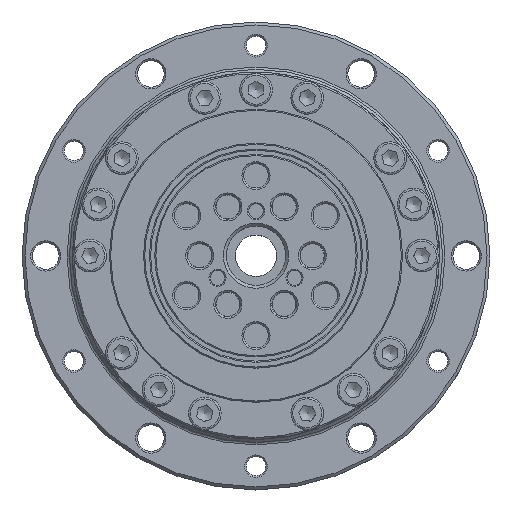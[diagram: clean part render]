
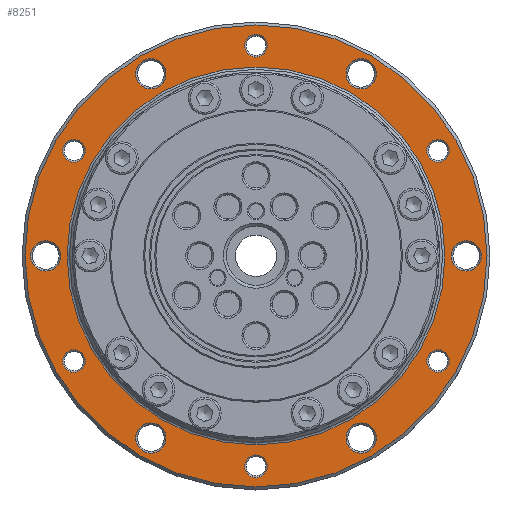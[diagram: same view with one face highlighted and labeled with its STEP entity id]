
A CAD part, top view. The second image highlights one B-rep face of the part: STEP entity #8251.
In plain terms, the highlighted planar face has unit normal (0, 0, 1).
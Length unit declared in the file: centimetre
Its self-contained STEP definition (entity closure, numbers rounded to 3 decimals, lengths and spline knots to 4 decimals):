
#2161=FACE_BOUND($,#2872,.T.);
#2162=FACE_BOUND($,#2873,.T.);
#2163=FACE_BOUND($,#2874,.T.);
#2164=FACE_BOUND($,#2875,.T.);
#2165=FACE_BOUND($,#2876,.T.);
#2166=FACE_BOUND($,#2877,.T.);
#2167=FACE_BOUND($,#2878,.T.);
#2168=FACE_BOUND($,#2879,.T.);
#2169=FACE_BOUND($,#2880,.T.);
#2170=FACE_BOUND($,#2881,.T.);
#2171=FACE_BOUND($,#2882,.T.);
#2172=FACE_BOUND($,#2883,.T.);
#2173=FACE_BOUND($,#2884,.T.);
#2174=FACE_BOUND($,#2885,.T.);
#2872=EDGE_LOOP($,(#7188));
#2873=EDGE_LOOP($,(#7189));
#2874=EDGE_LOOP($,(#7190));
#2875=EDGE_LOOP($,(#7191));
#2876=EDGE_LOOP($,(#7192));
#2877=EDGE_LOOP($,(#7193));
#2878=EDGE_LOOP($,(#7194));
#2879=EDGE_LOOP($,(#7195));
#2880=EDGE_LOOP($,(#7196));
#2881=EDGE_LOOP($,(#7197));
#2882=EDGE_LOOP($,(#7198));
#2883=EDGE_LOOP($,(#7199));
#2884=EDGE_LOOP($,(#7200));
#2885=EDGE_LOOP($,(#7201));
#3598=CIRCLE($,#9312,3.19);
#3610=CIRCLE($,#9334,0.255);
#3614=CIRCLE($,#9341,0.1921);
#3636=CIRCLE($,#9375,0.255);
#3638=CIRCLE($,#9379,0.1921);
#3640=CIRCLE($,#9383,0.255);
#3642=CIRCLE($,#9387,0.1921);
#3644=CIRCLE($,#9391,0.255);
#3646=CIRCLE($,#9395,0.1921);
#3648=CIRCLE($,#9399,0.255);
#3650=CIRCLE($,#9403,0.1921);
#3652=CIRCLE($,#9407,0.255);
#3654=CIRCLE($,#9411,0.1921);
#3655=CIRCLE($,#9413,3.9);
#4224=VERTEX_POINT($,#14474);
#4236=VERTEX_POINT($,#14508);
#4240=VERTEX_POINT($,#14519);
#4262=VERTEX_POINT($,#14575);
#4264=VERTEX_POINT($,#14581);
#4266=VERTEX_POINT($,#14587);
#4268=VERTEX_POINT($,#14593);
#4270=VERTEX_POINT($,#14599);
#4272=VERTEX_POINT($,#14605);
#4274=VERTEX_POINT($,#14611);
#4276=VERTEX_POINT($,#14617);
#4278=VERTEX_POINT($,#14623);
#4280=VERTEX_POINT($,#14629);
#4281=VERTEX_POINT($,#14632);
#5202=EDGE_CURVE($,#4224,#4224,#3598,.T.);
#5214=EDGE_CURVE($,#4236,#4236,#3610,.T.);
#5218=EDGE_CURVE($,#4240,#4240,#3614,.T.);
#5240=EDGE_CURVE($,#4262,#4262,#3636,.T.);
#5242=EDGE_CURVE($,#4264,#4264,#3638,.T.);
#5244=EDGE_CURVE($,#4266,#4266,#3640,.T.);
#5246=EDGE_CURVE($,#4268,#4268,#3642,.T.);
#5248=EDGE_CURVE($,#4270,#4270,#3644,.T.);
#5250=EDGE_CURVE($,#4272,#4272,#3646,.T.);
#5252=EDGE_CURVE($,#4274,#4274,#3648,.T.);
#5254=EDGE_CURVE($,#4276,#4276,#3650,.T.);
#5256=EDGE_CURVE($,#4278,#4278,#3652,.T.);
#5258=EDGE_CURVE($,#4280,#4280,#3654,.T.);
#5259=EDGE_CURVE($,#4281,#4281,#3655,.T.);
#7188=ORIENTED_EDGE($,*,*,#5258,.F.);
#7189=ORIENTED_EDGE($,*,*,#5254,.F.);
#7190=ORIENTED_EDGE($,*,*,#5250,.F.);
#7191=ORIENTED_EDGE($,*,*,#5246,.F.);
#7192=ORIENTED_EDGE($,*,*,#5242,.F.);
#7193=ORIENTED_EDGE($,*,*,#5218,.F.);
#7194=ORIENTED_EDGE($,*,*,#5202,.F.);
#7195=ORIENTED_EDGE($,*,*,#5214,.F.);
#7196=ORIENTED_EDGE($,*,*,#5240,.F.);
#7197=ORIENTED_EDGE($,*,*,#5244,.F.);
#7198=ORIENTED_EDGE($,*,*,#5248,.F.);
#7199=ORIENTED_EDGE($,*,*,#5252,.F.);
#7200=ORIENTED_EDGE($,*,*,#5256,.F.);
#7201=ORIENTED_EDGE($,*,*,#5259,.F.);
#7737=PLANE($,#9412);
#8251=ADVANCED_FACE($,(#2161,#2162,#2163,#2164,#2165,#2166,#2167,#2168,
#2169,#2170,#2171,#2172,#2173,#2174),#7737,.T.);
#9312=AXIS2_PLACEMENT_3D($,#14475,#11653,#11654);
#9334=AXIS2_PLACEMENT_3D($,#14509,#11697,#11698);
#9341=AXIS2_PLACEMENT_3D($,#14520,#11711,#11712);
#9375=AXIS2_PLACEMENT_3D($,#14576,#11779,#11780);
#9379=AXIS2_PLACEMENT_3D($,#14582,#11787,#11788);
#9383=AXIS2_PLACEMENT_3D($,#14588,#11795,#11796);
#9387=AXIS2_PLACEMENT_3D($,#14594,#11803,#11804);
#9391=AXIS2_PLACEMENT_3D($,#14600,#11811,#11812);
#9395=AXIS2_PLACEMENT_3D($,#14606,#11819,#11820);
#9399=AXIS2_PLACEMENT_3D($,#14612,#11827,#11828);
#9403=AXIS2_PLACEMENT_3D($,#14618,#11835,#11836);
#9407=AXIS2_PLACEMENT_3D($,#14624,#11843,#11844);
#9411=AXIS2_PLACEMENT_3D($,#14630,#11851,#11852);
#9412=AXIS2_PLACEMENT_3D($,#14631,#11853,#11854);
#9413=AXIS2_PLACEMENT_3D($,#14633,#11855,#11856);
#11653=DIRECTION('center_axis',(0.,0.,
1.));
#11654=DIRECTION('ref_axis',(0.,1.,0.));
#11697=DIRECTION('center_axis',(0.,0.,
1.));
#11698=DIRECTION('ref_axis',(0.,1.,0.));
#11711=DIRECTION('center_axis',(0.,0.,
1.));
#11712=DIRECTION('ref_axis',(0.,1.,0.));
#11779=DIRECTION('center_axis',(0.,0.,
1.));
#11780=DIRECTION('ref_axis',(0.,1.,0.));
#11787=DIRECTION('center_axis',(0.,0.,
1.));
#11788=DIRECTION('ref_axis',(0.,1.,0.));
#11795=DIRECTION('center_axis',(0.,0.,
1.));
#11796=DIRECTION('ref_axis',(0.,1.,0.));
#11803=DIRECTION('center_axis',(0.,0.,
1.));
#11804=DIRECTION('ref_axis',(0.,1.,0.));
#11811=DIRECTION('center_axis',(0.,0.,
1.));
#11812=DIRECTION('ref_axis',(0.,1.,0.));
#11819=DIRECTION('center_axis',(0.,0.,
1.));
#11820=DIRECTION('ref_axis',(0.,1.,0.));
#11827=DIRECTION('center_axis',(0.,0.,
1.));
#11828=DIRECTION('ref_axis',(0.,1.,0.));
#11835=DIRECTION('center_axis',(0.,0.,
1.));
#11836=DIRECTION('ref_axis',(0.,1.,0.));
#11843=DIRECTION('center_axis',(0.,0.,
1.));
#11844=DIRECTION('ref_axis',(0.,1.,0.));
#11851=DIRECTION('center_axis',(0.,0.,
1.));
#11852=DIRECTION('ref_axis',(0.,1.,0.));
#11853=DIRECTION('center_axis',(0.,0.,
1.));
#11854=DIRECTION('ref_axis',(0.,-1.,0.));
#11855=DIRECTION('center_axis',(0.,0.,
-1.));
#11856=DIRECTION('ref_axis',(-1.,0.,0.));
#14474=CARTESIAN_POINT('',(3.19,0.,-2.9));
#14475=CARTESIAN_POINT('Origin',(0.,0.,
-2.9));
#14508=CARTESIAN_POINT('',(3.55,-0.255,-2.9));
#14509=CARTESIAN_POINT('Origin',(3.55,0.,-2.9));
#14519=CARTESIAN_POINT('',(3.0744,1.5829,-2.9));
#14520=CARTESIAN_POINT('Origin',(3.0744,1.775,-2.9));
#14575=CARTESIAN_POINT('',(-1.775,2.8194,-2.9));
#14576=CARTESIAN_POINT('Origin',(-1.775,3.0744,-2.9));
#14581=CARTESIAN_POINT('',(0.,3.3579,-2.9));
#14582=CARTESIAN_POINT('Origin',(0.,3.55,-2.9));
#14587=CARTESIAN_POINT('',(1.775,2.8194,-2.9));
#14588=CARTESIAN_POINT('Origin',(1.775,3.0744,-2.9));
#14593=CARTESIAN_POINT('',(-3.0744,1.5829,-2.9));
#14594=CARTESIAN_POINT('Origin',(-3.0744,1.775,-2.9));
#14599=CARTESIAN_POINT('',(-3.55,-0.255,-2.9));
#14600=CARTESIAN_POINT('Origin',(-3.55,0.,-2.9));
#14605=CARTESIAN_POINT('',(-3.0744,-1.9671,-2.9));
#14606=CARTESIAN_POINT('Origin',(-3.0744,-1.775,-2.9));
#14611=CARTESIAN_POINT('',(-1.775,-3.3294,-2.9));
#14612=CARTESIAN_POINT('Origin',(-1.775,-3.0744,-2.9));
#14617=CARTESIAN_POINT('',(3.0744,-1.9671,-2.9));
#14618=CARTESIAN_POINT('Origin',(3.0744,-1.775,-2.9));
#14623=CARTESIAN_POINT('',(1.775,-3.3294,-2.9));
#14624=CARTESIAN_POINT('Origin',(1.775,-3.0744,-2.9));
#14629=CARTESIAN_POINT('',(0.,-3.7421,-2.9));
#14630=CARTESIAN_POINT('Origin',(0.,-3.55,-2.9));
#14631=CARTESIAN_POINT('Origin',(3.19,0.,-2.9));
#14632=CARTESIAN_POINT('',(3.9,0.,-2.9));
#14633=CARTESIAN_POINT('Origin',(0.,0.,
-2.9));
